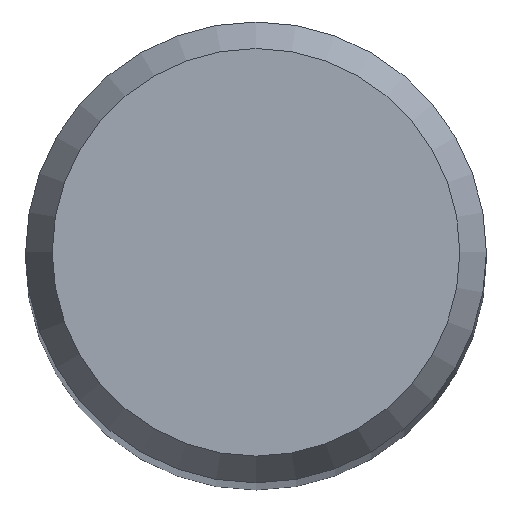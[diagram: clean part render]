
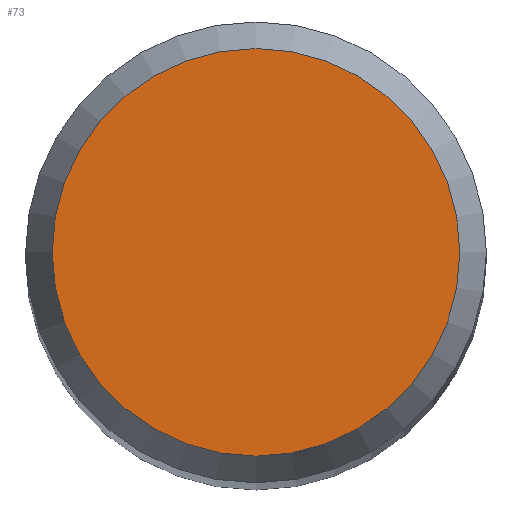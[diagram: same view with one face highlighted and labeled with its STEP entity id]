
A CAD part, top view. The second image highlights one B-rep face of the part: STEP entity #73.
In plain terms, the highlighted planar face has unit normal (0, 0, 1).
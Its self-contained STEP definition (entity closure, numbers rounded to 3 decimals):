
#73=ADVANCED_FACE('',(#86),#83,.F.);
#83=PLANE('',#260);
#86=FACE_OUTER_BOUND('',#89,.T.);
#89=EDGE_LOOP('',(#105));
#105=ORIENTED_EDGE('',*,*,#130,.F.);
#121=VERTEX_POINT('',#363);
#130=EDGE_CURVE('',#121,#121,#140,.T.);
#140=CIRCLE('',#259,1.327);
#259=AXIS2_PLACEMENT_3D('',#362,#297,#298);
#260=AXIS2_PLACEMENT_3D('',#364,#299,#300);
#297=DIRECTION('',(0.,0.,-1.));
#298=DIRECTION('',(-1.,0.,0.));
#299=DIRECTION('',(0.,0.,-1.));
#300=DIRECTION('',(-1.,0.,0.));
#362=CARTESIAN_POINT('',(0.,0.,0.));
#363=CARTESIAN_POINT('',(-1.327,0.,0.));
#364=CARTESIAN_POINT('',(0.,0.,0.));
